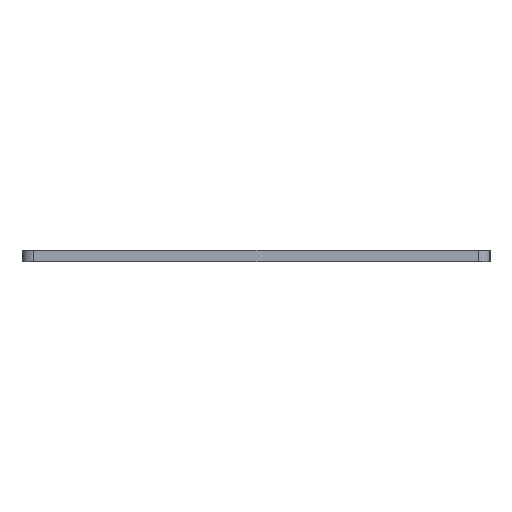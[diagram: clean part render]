
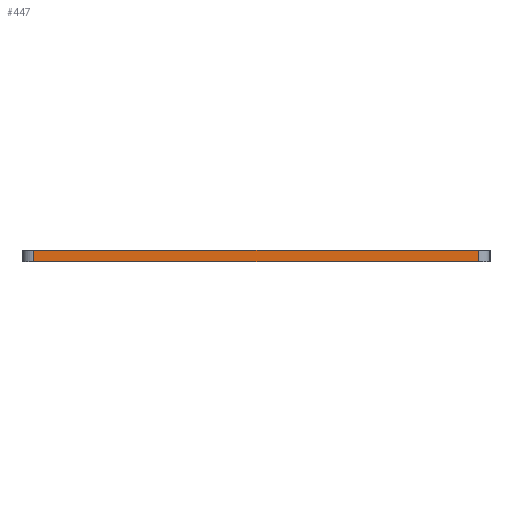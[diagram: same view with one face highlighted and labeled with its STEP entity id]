
A CAD part, left-side view. The second image highlights one B-rep face of the part: STEP entity #447.
In plain terms, the highlighted planar face has unit normal (-1, 0, 0).
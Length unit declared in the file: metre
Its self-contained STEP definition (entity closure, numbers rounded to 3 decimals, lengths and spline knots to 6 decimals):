
#447=ADVANCED_FACE('',(#1109),#1110,.T.);
#1109=FACE_OUTER_BOUND('',#1768,.T.);
#1110=PLANE('',#1769);
#1768=EDGE_LOOP('',(#3046,#3047,#3048,#3049));
#1769=AXIS2_PLACEMENT_3D('',#3050,#3051,#3052);
#3046=ORIENTED_EDGE('',*,*,#3228,.T.);
#3047=ORIENTED_EDGE('',*,*,#3461,.T.);
#3048=ORIENTED_EDGE('',*,*,#3429,.T.);
#3049=ORIENTED_EDGE('',*,*,#3463,.T.);
#3050=CARTESIAN_POINT('',(-0.2175,0.0,-0.001));
#3051=DIRECTION('',(-1.0,0.0,0.0));
#3052=DIRECTION('',(0.0,0.,-1.0));
#3228=EDGE_CURVE('',#3866,#3864,#3867,.T.);
#3429=EDGE_CURVE('',#4211,#4209,#4212,.T.);
#3461=EDGE_CURVE('',#3864,#4211,#4254,.T.);
#3463=EDGE_CURVE('',#4209,#3866,#4256,.F.);
#3864=VERTEX_POINT('',#4695);
#3866=VERTEX_POINT('',#4697);
#3867=LINE('',#4698,#4699);
#4209=VERTEX_POINT('',#5110);
#4211=VERTEX_POINT('',#5112);
#4212=LINE('',#5113,#5114);
#4254=LINE('',#5169,#5170);
#4256=LINE('',#5172,#5173);
#4695=CARTESIAN_POINT('',(-0.2175,0.038,0.));
#4697=CARTESIAN_POINT('',(-0.2175,-0.038,0.));
#4698=CARTESIAN_POINT('',(-0.2175,0.0,0.));
#4699=VECTOR('',#5667,1.0);
#5110=CARTESIAN_POINT('',(-0.2175,-0.038,-0.002));
#5112=CARTESIAN_POINT('',(-0.2175,0.038,-0.002));
#5113=CARTESIAN_POINT('',(-0.2175,0.0,-0.002));
#5114=VECTOR('',#6025,1.0);
#5169=CARTESIAN_POINT('',(-0.2175,0.038,-0.001));
#5170=VECTOR('',#6072,1.0);
#5172=CARTESIAN_POINT('',(-0.2175,-0.038,-0.001));
#5173=VECTOR('',#6073,1.0);
#5667=DIRECTION('',(0.0,1.0,0.));
#6025=DIRECTION('',(-0.0,-1.0,0.));
#6072=DIRECTION('',(0.0,0.,-1.0));
#6073=DIRECTION('',(0.0,0.,-1.0));
